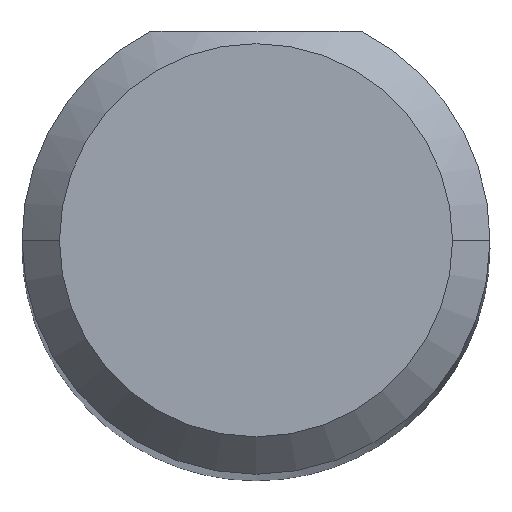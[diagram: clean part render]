
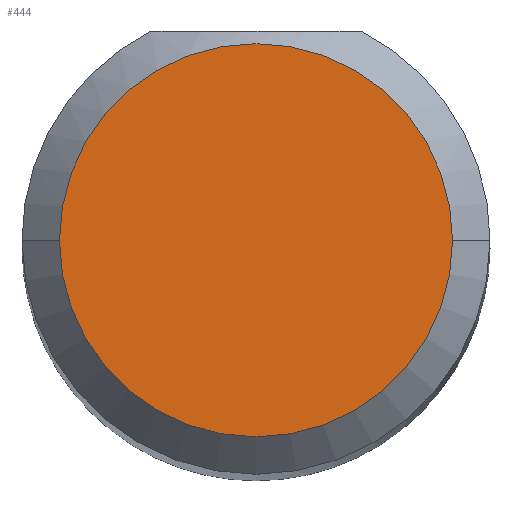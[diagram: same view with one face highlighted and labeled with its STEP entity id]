
A CAD part, top view. The second image highlights one B-rep face of the part: STEP entity #444.
In plain terms, the highlighted planar face has unit normal (0, 0, 1).
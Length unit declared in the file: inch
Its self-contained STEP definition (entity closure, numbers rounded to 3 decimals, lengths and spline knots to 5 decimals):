
#11 = EDGE_CURVE ( 'NONE', #71, #386, #422, .T. ) ;
#12 = CIRCLE ( 'NONE', #660, 0.07875 ) ;
#19 = DIRECTION ( 'NONE',  ( 1., 0., 0. ) ) ;
#28 = CARTESIAN_POINT ( 'NONE',  ( 0.07875, 0., 2. ) ) ;
#71 = VERTEX_POINT ( 'NONE', #268 ) ;
#124 = AXIS2_PLACEMENT_3D ( 'NONE', #265, #469, #160 ) ;
#160 = DIRECTION ( 'NONE',  ( 1., 0., 0. ) ) ;
#182 = FACE_OUTER_BOUND ( 'NONE', #426, .T. ) ;
#221 = PLANE ( 'NONE',  #410 ) ;
#228 = DIRECTION ( 'NONE',  ( 0., 0., 1. ) ) ;
#265 = CARTESIAN_POINT ( 'NONE',  ( 0., 0., 2. ) ) ;
#268 = CARTESIAN_POINT ( 'NONE',  ( -0.07875, 0., 2. ) ) ;
#315 = CARTESIAN_POINT ( 'NONE',  ( 0., 0., 2. ) ) ;
#385 = DIRECTION ( 'NONE',  ( 1., 0., 0. ) ) ;
#386 = VERTEX_POINT ( 'NONE', #28 ) ;
#410 = AXIS2_PLACEMENT_3D ( 'NONE', #581, #592, #19 ) ;
#412 = ORIENTED_EDGE ( 'NONE', *, *, #637, .T. ) ;
#422 = CIRCLE ( 'NONE', #124, 0.07875 ) ;
#426 = EDGE_LOOP ( 'NONE', ( #651, #412 ) ) ;
#444 = ADVANCED_FACE ( 'NONE', ( #182 ), #221, .T. ) ;
#469 = DIRECTION ( 'NONE',  ( 0., 0., 1. ) ) ;
#581 = CARTESIAN_POINT ( 'NONE',  ( 0., 0., 2. ) ) ;
#592 = DIRECTION ( 'NONE',  ( 0., 0., 1. ) ) ;
#637 = EDGE_CURVE ( 'NONE', #386, #71, #12, .T. ) ;
#651 = ORIENTED_EDGE ( 'NONE', *, *, #11, .T. ) ;
#660 = AXIS2_PLACEMENT_3D ( 'NONE', #315, #228, #385 ) ;
